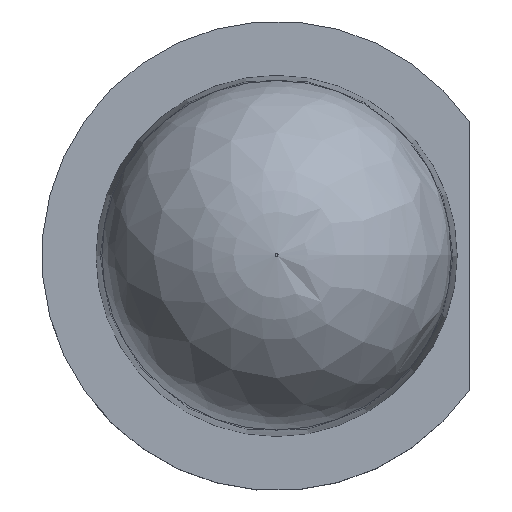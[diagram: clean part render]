
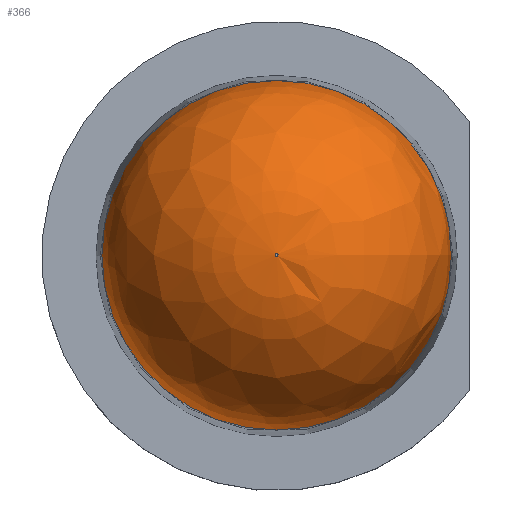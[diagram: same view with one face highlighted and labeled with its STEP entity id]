
A CAD part, top view. The second image highlights one B-rep face of the part: STEP entity #366.
In plain terms, the highlighted free-form (B-spline) face has degree [2, 2] with [3, 9] control points.
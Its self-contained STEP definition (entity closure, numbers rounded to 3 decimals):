
#138=FACE_OUTER_BOUND('',#161,.T.);
#161=EDGE_LOOP('',(#271,#272,#273,#274));
#187=CIRCLE('',#416,0.012);
#188=CIRCLE('',#417,1.44);
#189=CIRCLE('',#418,1.452);
#193=VERTEX_POINT('',#586);
#194=VERTEX_POINT('',#588);
#224=EDGE_CURVE('',#193,#193,#187,.T.);
#225=EDGE_CURVE('',#193,#194,#188,.T.);
#226=EDGE_CURVE('',#194,#194,#189,.T.);
#271=ORIENTED_EDGE('',*,*,#224,.F.);
#272=ORIENTED_EDGE('',*,*,#225,.T.);
#273=ORIENTED_EDGE('',*,*,#226,.F.);
#274=ORIENTED_EDGE('',*,*,#225,.F.);
#365=(
BOUNDED_SURFACE()
B_SPLINE_SURFACE(2,2,((#559,#560,#561,#562,#563,#564,#565,#566,#567),(#568,
#569,#570,#571,#572,#573,#574,#575,#576),(#577,#578,#579,#580,#581,#582,
#583,#584,#585)),.UNSPECIFIED.,.F.,.T.,.F.)
B_SPLINE_SURFACE_WITH_KNOTS((3,3),(3,2,2,2,3),(0.016,1.571),
(-3.142,-1.571,0.,1.571,3.142),
 .UNSPECIFIED.)
GEOMETRIC_REPRESENTATION_ITEM()
RATIONAL_B_SPLINE_SURFACE(((1.,0.707,1.,0.707,1.,
0.707,1.,0.707,1.),(0.713,0.504,
0.713,0.504,0.713,0.504,
0.713,0.504,0.713),(1.,0.707,
1.,0.707,1.,0.707,1.,0.707,1.)))
REPRESENTATION_ITEM('')
SURFACE()
);
#366=ADVANCED_FACE('',(#138),#365,.F.);
#416=AXIS2_PLACEMENT_3D('',#587,#452,#453);
#417=AXIS2_PLACEMENT_3D('',#589,#454,#455);
#418=AXIS2_PLACEMENT_3D('',#590,#456,#457);
#452=DIRECTION('center_axis',(0.,0.,1.));
#453=DIRECTION('ref_axis',(1.,0.,0.));
#454=DIRECTION('center_axis',(0.,-1.,0.));
#455=DIRECTION('ref_axis',(-1.,0.,0.));
#456=DIRECTION('center_axis',(0.,0.,-1.));
#457=DIRECTION('ref_axis',(-1.,0.,0.));
#559=CARTESIAN_POINT('Ctrl Pts',(-1.452,0.,5.883));
#560=CARTESIAN_POINT('Ctrl Pts',(-1.452,-1.452,5.883));
#561=CARTESIAN_POINT('Ctrl Pts',(0.,-1.452,5.883));
#562=CARTESIAN_POINT('Ctrl Pts',(1.452,-1.452,5.883));
#563=CARTESIAN_POINT('Ctrl Pts',(1.452,0.,5.883));
#564=CARTESIAN_POINT('Ctrl Pts',(1.452,1.452,5.883));
#565=CARTESIAN_POINT('Ctrl Pts',(0.,1.452,5.883));
#566=CARTESIAN_POINT('Ctrl Pts',(-1.452,1.452,5.883));
#567=CARTESIAN_POINT('Ctrl Pts',(-1.452,0.,5.883));
#568=CARTESIAN_POINT('Ctrl Pts',(-1.429,0.,7.3));
#569=CARTESIAN_POINT('Ctrl Pts',(-1.429,-1.429,7.3));
#570=CARTESIAN_POINT('Ctrl Pts',(0.,-1.429,7.3));
#571=CARTESIAN_POINT('Ctrl Pts',(1.429,-1.429,7.3));
#572=CARTESIAN_POINT('Ctrl Pts',(1.429,0.,7.3));
#573=CARTESIAN_POINT('Ctrl Pts',(1.429,1.429,7.3));
#574=CARTESIAN_POINT('Ctrl Pts',(0.,1.429,7.3));
#575=CARTESIAN_POINT('Ctrl Pts',(-1.429,1.429,7.3));
#576=CARTESIAN_POINT('Ctrl Pts',(-1.429,0.,7.3));
#577=CARTESIAN_POINT('Ctrl Pts',(-0.012,0.,7.3));
#578=CARTESIAN_POINT('Ctrl Pts',(-0.012,-0.012,
7.3));
#579=CARTESIAN_POINT('Ctrl Pts',(0.,-0.012,7.3));
#580=CARTESIAN_POINT('Ctrl Pts',(0.012,-0.012,
7.3));
#581=CARTESIAN_POINT('Ctrl Pts',(0.012,0.,7.3));
#582=CARTESIAN_POINT('Ctrl Pts',(0.012,0.012,
7.3));
#583=CARTESIAN_POINT('Ctrl Pts',(0.,0.012,7.3));
#584=CARTESIAN_POINT('Ctrl Pts',(-0.012,0.012,
7.3));
#585=CARTESIAN_POINT('Ctrl Pts',(-0.012,0.,7.3));
#586=CARTESIAN_POINT('',(-0.012,0.,7.3));
#587=CARTESIAN_POINT('Origin',(0.,0.,7.3));
#588=CARTESIAN_POINT('',(-1.452,0.,5.883));
#589=CARTESIAN_POINT('Origin',(-0.012,0.,
5.86));
#590=CARTESIAN_POINT('Origin',(0.,0.,5.883));
